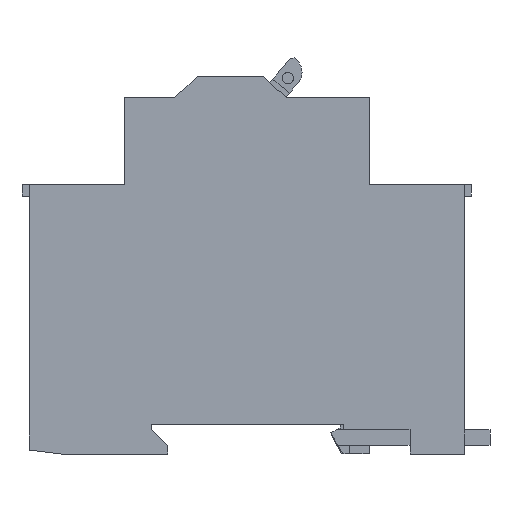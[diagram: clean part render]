
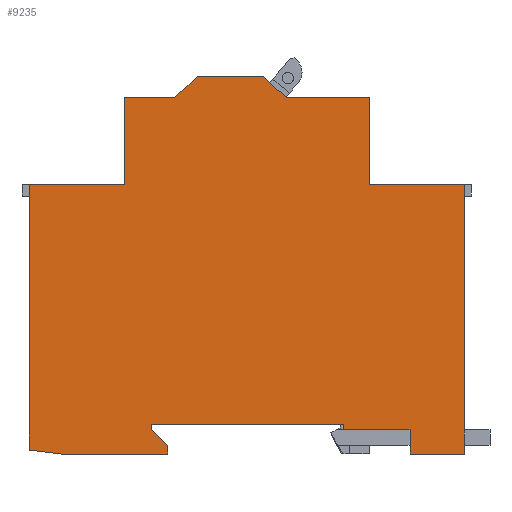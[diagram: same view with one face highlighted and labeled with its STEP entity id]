
A CAD part, left-side view. The second image highlights one B-rep face of the part: STEP entity #9235.
In plain terms, the highlighted planar face has unit normal (-1, 0, 0).
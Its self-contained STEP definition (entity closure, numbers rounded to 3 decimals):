
#118=PLANE('',#9805);
#648=LINE('',#13366,#1814);
#650=LINE('',#13370,#1816);
#652=LINE('',#13374,#1818);
#771=LINE('',#13613,#1937);
#804=LINE('',#13681,#1970);
#863=LINE('',#13809,#2029);
#869=LINE('',#13821,#2035);
#905=LINE('',#13889,#2071);
#908=LINE('',#13895,#2074);
#911=LINE('',#13909,#2077);
#925=LINE('',#13932,#2091);
#931=LINE('',#13943,#2097);
#946=LINE('',#13973,#2112);
#949=LINE('',#13979,#2115);
#952=LINE('',#13985,#2118);
#955=LINE('',#13991,#2121);
#958=LINE('',#13997,#2124);
#961=LINE('',#14003,#2127);
#963=LINE('',#14014,#2129);
#978=LINE('',#14040,#2144);
#983=LINE('',#14048,#2149);
#1814=VECTOR('',#10691,1000.);
#1816=VECTOR('',#10695,1000.);
#1818=VECTOR('',#10699,1000.);
#1937=VECTOR('',#10896,1000.);
#1970=VECTOR('',#10931,1000.);
#2029=VECTOR('',#11006,1000.);
#2035=VECTOR('',#11014,1000.);
#2071=VECTOR('',#11058,1000.);
#2074=VECTOR('',#11063,1000.);
#2077=VECTOR('',#11076,1000.);
#2091=VECTOR('',#11092,1000.);
#2097=VECTOR('',#11100,1000.);
#2112=VECTOR('',#11125,1000.);
#2115=VECTOR('',#11130,1000.);
#2118=VECTOR('',#11135,1000.);
#2121=VECTOR('',#11140,1000.);
#2124=VECTOR('',#11145,1000.);
#2127=VECTOR('',#11150,1000.);
#2129=VECTOR('',#11162,1000.);
#2144=VECTOR('',#11179,1000.);
#2149=VECTOR('',#11186,1000.);
#3605=ORIENTED_EDGE('',*,*,#5722,.F.);
#3606=ORIENTED_EDGE('',*,*,#6071,.F.);
#3607=ORIENTED_EDGE('',*,*,#6066,.F.);
#3608=ORIENTED_EDGE('',*,*,#6051,.F.);
#3609=ORIENTED_EDGE('',*,*,#5878,.F.);
#3610=ORIENTED_EDGE('',*,*,#6045,.F.);
#3611=ORIENTED_EDGE('',*,*,#6042,.F.);
#3612=ORIENTED_EDGE('',*,*,#6039,.F.);
#3613=ORIENTED_EDGE('',*,*,#6036,.F.);
#3614=ORIENTED_EDGE('',*,*,#6033,.F.);
#3615=ORIENTED_EDGE('',*,*,#6030,.F.);
#3616=ORIENTED_EDGE('',*,*,#5941,.F.);
#3617=ORIENTED_EDGE('',*,*,#5938,.F.);
#3618=ORIENTED_EDGE('',*,*,#6013,.F.);
#3619=ORIENTED_EDGE('',*,*,#5947,.F.);
#3620=ORIENTED_EDGE('',*,*,#6007,.F.);
#3621=ORIENTED_EDGE('',*,*,#5845,.F.);
#3622=ORIENTED_EDGE('',*,*,#5993,.F.);
#3623=ORIENTED_EDGE('',*,*,#5986,.F.);
#3624=ORIENTED_EDGE('',*,*,#5983,.F.);
#3625=ORIENTED_EDGE('',*,*,#5726,.F.);
#3626=ORIENTED_EDGE('',*,*,#5724,.F.);
#5722=EDGE_CURVE('',#7021,#7022,#648,.T.);
#5724=EDGE_CURVE('',#7022,#7023,#650,.T.);
#5726=EDGE_CURVE('',#7023,#7024,#652,.T.);
#5845=EDGE_CURVE('',#7105,#7106,#771,.T.);
#5878=EDGE_CURVE('',#7138,#7139,#804,.T.);
#5938=EDGE_CURVE('',#7197,#7198,#7758,.T.);
#5941=EDGE_CURVE('',#7198,#7200,#863,.T.);
#5947=EDGE_CURVE('',#7205,#7206,#869,.T.);
#5983=EDGE_CURVE('',#7024,#7233,#905,.T.);
#5986=EDGE_CURVE('',#7233,#7235,#908,.T.);
#5993=EDGE_CURVE('',#7235,#7105,#911,.T.);
#6007=EDGE_CURVE('',#7106,#7205,#925,.T.);
#6013=EDGE_CURVE('',#7206,#7197,#931,.T.);
#6030=EDGE_CURVE('',#7200,#7263,#946,.T.);
#6033=EDGE_CURVE('',#7263,#7265,#949,.T.);
#6036=EDGE_CURVE('',#7265,#7267,#952,.T.);
#6039=EDGE_CURVE('',#7267,#7269,#955,.T.);
#6042=EDGE_CURVE('',#7269,#7271,#958,.T.);
#6045=EDGE_CURVE('',#7271,#7138,#961,.T.);
#6051=EDGE_CURVE('',#7139,#7277,#963,.T.);
#6066=EDGE_CURVE('',#7277,#7287,#978,.T.);
#6071=EDGE_CURVE('',#7287,#7021,#983,.T.);
#7021=VERTEX_POINT('',#13365);
#7022=VERTEX_POINT('',#13367);
#7023=VERTEX_POINT('',#13371);
#7024=VERTEX_POINT('',#13375);
#7105=VERTEX_POINT('',#13614);
#7106=VERTEX_POINT('',#13615);
#7138=VERTEX_POINT('',#13680);
#7139=VERTEX_POINT('',#13682);
#7197=VERTEX_POINT('',#13802);
#7198=VERTEX_POINT('',#13804);
#7200=VERTEX_POINT('',#13810);
#7205=VERTEX_POINT('',#13822);
#7206=VERTEX_POINT('',#13823);
#7233=VERTEX_POINT('',#13890);
#7235=VERTEX_POINT('',#13896);
#7263=VERTEX_POINT('',#13974);
#7265=VERTEX_POINT('',#13980);
#7267=VERTEX_POINT('',#13986);
#7269=VERTEX_POINT('',#13992);
#7271=VERTEX_POINT('',#13998);
#7277=VERTEX_POINT('',#14015);
#7287=VERTEX_POINT('',#14041);
#7758=CIRCLE('',#9772,0.3);
#8036=EDGE_LOOP('',(#3605,#3606,#3607,#3608,#3609,#3610,#3611,#3612,#3613,
#3614,#3615,#3616,#3617,#3618,#3619,#3620,#3621,#3622,#3623,#3624,#3625,
#3626));
#8610=FACE_BOUND('',#8036,.T.);
#9235=ADVANCED_FACE('',(#8610),#118,.F.);
#9772=AXIS2_PLACEMENT_3D('',#13803,#11000,#11001);
#9805=AXIS2_PLACEMENT_3D('',#14053,#11192,#11193);
#10691=DIRECTION('',(0.,-0.737,0.676));
#10695=DIRECTION('',(0.,-1.,0.));
#10699=DIRECTION('',(0.,-0.737,-0.676));
#10896=DIRECTION('',(0.,0.,-1.));
#10931=DIRECTION('',(0.,0.,1.));
#11000=DIRECTION('',(1.,0.,0.));
#11001=DIRECTION('',(0.,0.,-1.));
#11006=DIRECTION('',(0.,0.,1.));
#11014=DIRECTION('',(0.,0.,1.));
#11058=DIRECTION('',(0.,-1.,0.));
#11063=DIRECTION('',(0.,0.,-1.));
#11076=DIRECTION('',(0.,-1.,0.));
#11092=DIRECTION('',(0.,1.,0.));
#11100=DIRECTION('',(0.,1.,0.));
#11125=DIRECTION('',(0.,1.,0.));
#11130=DIRECTION('',(0.,0.,-1.));
#11135=DIRECTION('',(0.,-0.707,-0.707));
#11140=DIRECTION('',(0.,0.,-1.));
#11145=DIRECTION('',(0.,1.,0.));
#11150=DIRECTION('',(0.,0.993,0.122));
#11162=DIRECTION('',(0.,-1.,0.));
#11179=DIRECTION('',(0.,0.,1.));
#11186=DIRECTION('',(0.,-1.,0.));
#11192=DIRECTION('',(1.,0.,0.));
#11193=DIRECTION('',(0.,0.,-1.));
#13365=CARTESIAN_POINT('',(0.,53.247,65.5));
#13366=CARTESIAN_POINT('',(0.,53.247,65.5));
#13367=CARTESIAN_POINT('',(0.,49.1,69.3));
#13370=CARTESIAN_POINT('',(0.,49.1,69.3));
#13371=CARTESIAN_POINT('',(0.,36.9,69.3));
#13374=CARTESIAN_POINT('',(0.,36.9,69.3));
#13375=CARTESIAN_POINT('',(0.,32.753,65.5));
#13613=CARTESIAN_POINT('',(0.,0.,49.5));
#13614=CARTESIAN_POINT('',(0.,0.,49.5));
#13615=CARTESIAN_POINT('',(0.,0.,0.));
#13680=CARTESIAN_POINT('',(0.,80.,0.737));
#13681=CARTESIAN_POINT('',(0.,80.,0.737));
#13682=CARTESIAN_POINT('',(0.,80.,49.5));
#13802=CARTESIAN_POINT('',(0.,21.9,4.5));
#13803=CARTESIAN_POINT('',(0.,21.9,4.8));
#13804=CARTESIAN_POINT('',(0.,22.2,4.8));
#13809=CARTESIAN_POINT('',(0.,22.2,4.8));
#13810=CARTESIAN_POINT('',(0.,22.2,5.5));
#13821=CARTESIAN_POINT('',(0.,10.,0.));
#13822=CARTESIAN_POINT('',(0.,10.,0.));
#13823=CARTESIAN_POINT('',(0.,10.,4.5));
#13889=CARTESIAN_POINT('',(0.,32.753,65.5));
#13890=CARTESIAN_POINT('',(0.,17.5,65.5));
#13895=CARTESIAN_POINT('',(0.,17.5,65.5));
#13896=CARTESIAN_POINT('',(0.,17.5,49.5));
#13909=CARTESIAN_POINT('',(0.,17.5,49.5));
#13932=CARTESIAN_POINT('',(0.,0.,0.));
#13943=CARTESIAN_POINT('',(0.,10.,4.5));
#13973=CARTESIAN_POINT('',(0.,22.2,5.5));
#13974=CARTESIAN_POINT('',(0.,57.5,5.5));
#13979=CARTESIAN_POINT('',(0.,57.5,5.5));
#13980=CARTESIAN_POINT('',(0.,57.5,4.5));
#13985=CARTESIAN_POINT('',(0.,57.5,4.5));
#13986=CARTESIAN_POINT('',(0.,54.5,1.5));
#13991=CARTESIAN_POINT('',(0.,54.5,1.5));
#13992=CARTESIAN_POINT('',(0.,54.5,0.));
#13997=CARTESIAN_POINT('',(0.,54.5,0.));
#13998=CARTESIAN_POINT('',(0.,74.,0.));
#14003=CARTESIAN_POINT('',(0.,74.,0.));
#14014=CARTESIAN_POINT('',(0.,80.,49.5));
#14015=CARTESIAN_POINT('',(0.,62.5,49.5));
#14040=CARTESIAN_POINT('',(0.,62.5,49.5));
#14041=CARTESIAN_POINT('',(0.,62.5,65.5));
#14048=CARTESIAN_POINT('',(0.,62.5,65.5));
#14053=CARTESIAN_POINT('',(0.,21.9,4.8));
